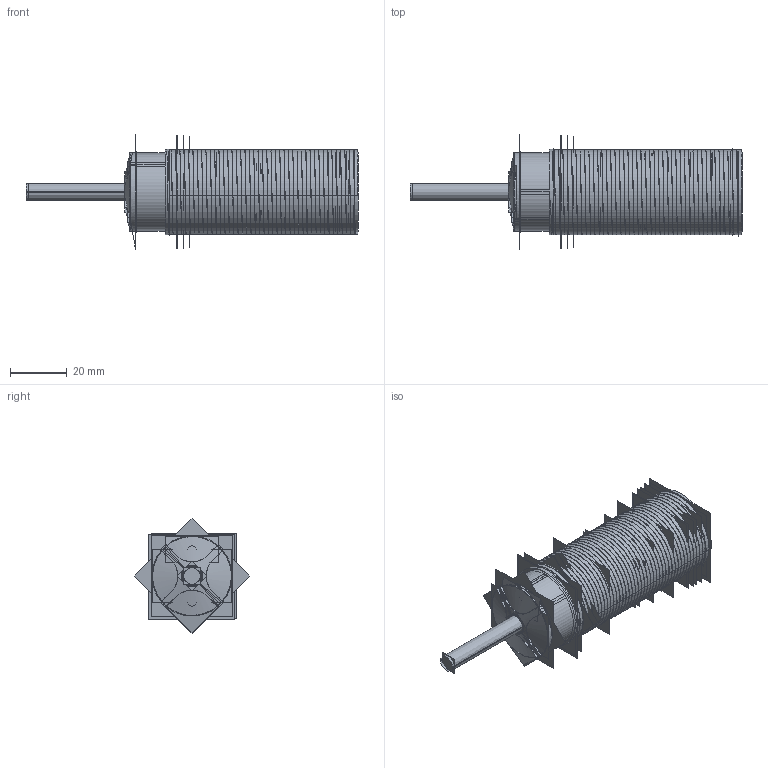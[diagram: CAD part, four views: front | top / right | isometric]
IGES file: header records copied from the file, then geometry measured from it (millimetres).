
Start section:  PTC IGES file: 156678.igs
Global section: file name: 156678.igs; native system: Creo Parametric by Parametric Technology Corporation; preprocessor: 2013230; author: pdmadmin; organization: Unknown; date: 20160407.140100; units: millimetre
Bounding box: 116.58 x 40.72 x 40.72 mm (x, y, z)
Volume: 27587.1 mm3; surface area: 728979.4 mm2
Topology: 10 solids, 11 shells, 1204 faces, 7014 edges, 9463 vertices
Faces by surface type: bspline 698, revolution 506
